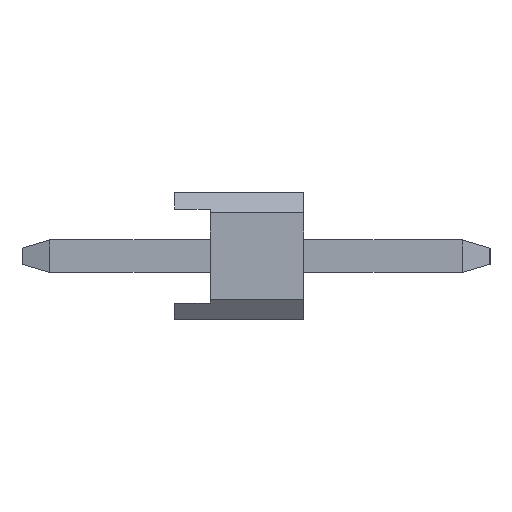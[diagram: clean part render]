
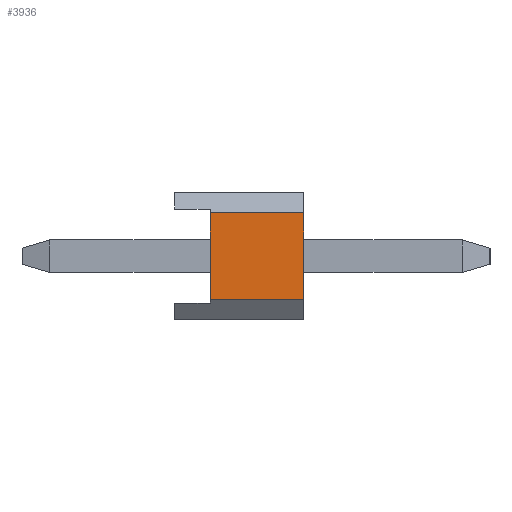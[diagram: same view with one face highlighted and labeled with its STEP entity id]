
A CAD part, left-side view. The second image highlights one B-rep face of the part: STEP entity #3936.
In plain terms, the highlighted planar face has unit normal (-1, 0, 0).
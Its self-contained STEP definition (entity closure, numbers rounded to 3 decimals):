
#3492=VERTEX_POINT('',#9684);
#3936=ADVANCED_FACE('',(#10197),#10198,.T.);
#4624=VERTEX_POINT('',#10950);
#4986=VERTEX_POINT('',#11348);
#5538=VERTEX_POINT('',#11941);
#5660=EDGE_CURVE('',#3492,#5538,#12075,.T.);
#6076=EDGE_CURVE('',#5538,#4986,#12526,.T.);
#7850=EDGE_CURVE('',#4624,#3492,#14480,.T.);
#9162=EDGE_CURVE('',#4624,#4986,#15948,.T.);
#9684=CARTESIAN_POINT('',(-25.3,-0.7,-0.851));
#10197=FACE_OUTER_BOUND('',#17378,.T.);
#10198=PLANE('',#17379);
#10950=CARTESIAN_POINT('',(-25.3,-0.7,0.851));
#11348=CARTESIAN_POINT('',(-25.3,-2.54,0.851));
#11941=CARTESIAN_POINT('',(-25.3,-2.54,-0.851));
#12075=LINE('',#20131,#20132);
#12526=LINE('',#20820,#20821);
#14480=LINE('',#23628,#23629);
#15948=LINE('',#25730,#25731);
#17378=EDGE_LOOP('',(#26984,#26985,#26986,#26987));
#17379=AXIS2_PLACEMENT_3D('',#26988,#26989,#26990);
#20131=CARTESIAN_POINT('',(-25.3,0.,-0.851));
#20132=VECTOR('',#28692,1.0);
#20820=CARTESIAN_POINT('',(-25.3,-2.54,0.851));
#20821=VECTOR('',#29099,1.0);
#23628=CARTESIAN_POINT('',(-25.3,-0.7,-0.426));
#23629=VECTOR('',#31008,1.0);
#25730=CARTESIAN_POINT('',(-25.3,0.,0.851));
#25731=VECTOR('',#32683,1.0);
#26984=ORIENTED_EDGE('',*,*,#7850,.T.);
#26985=ORIENTED_EDGE('',*,*,#5660,.T.);
#26986=ORIENTED_EDGE('',*,*,#6076,.T.);
#26987=ORIENTED_EDGE('',*,*,#9162,.F.);
#26988=CARTESIAN_POINT('',(-25.3,0.,-0.851));
#26989=DIRECTION('',(-1.0,0.0,0.0));
#26990=DIRECTION('',(0.0,0.,-1.0));
#28692=DIRECTION('',(0.0,-1.0,0.));
#29099=DIRECTION('',(0.0,0.,1.0));
#31008=DIRECTION('',(0.0,0.,-1.0));
#32683=DIRECTION('',(0.0,-1.0,0.));
